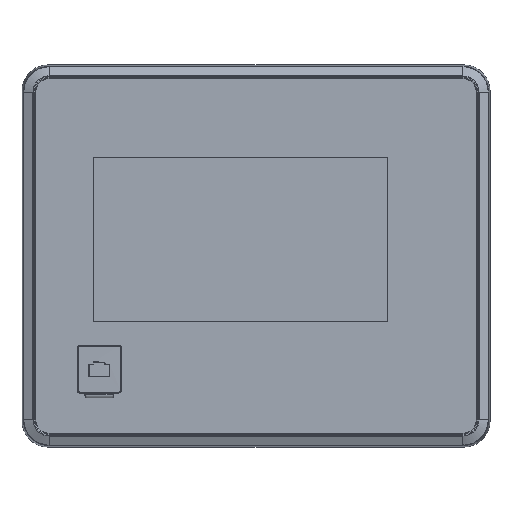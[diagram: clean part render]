
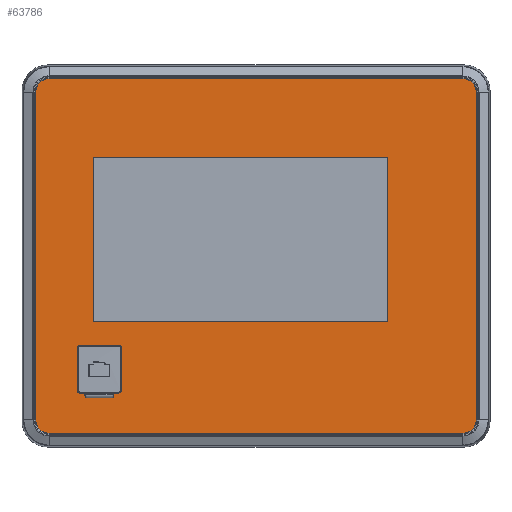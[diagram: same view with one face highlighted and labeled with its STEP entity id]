
A CAD part, top view. The second image highlights one B-rep face of the part: STEP entity #63786.
In plain terms, the highlighted planar face has unit normal (0, 0, 1).
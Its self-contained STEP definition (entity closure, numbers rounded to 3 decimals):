
#2979=FACE_BOUND('',#8234,.T.);
#2980=FACE_BOUND('',#8235,.T.);
#3242=PLANE('',#67568);
#4483=FACE_OUTER_BOUND('',#8233,.T.);
#8233=EDGE_LOOP('',(#39967,#39968,#39969,#39970,#39971,#39972,#39973,#39974));
#8234=EDGE_LOOP('',(#39975,#39976,#39977,#39978,#39979,#39980,#39981,#39982));
#8235=EDGE_LOOP('',(#39983,#39984,#39985,#39986,#39987,#39988,#39989,#39990));
#12238=LINE('',#94519,#16784);
#12242=LINE('',#94531,#16788);
#12246=LINE('',#94543,#16792);
#12249=LINE('',#94552,#16795);
#12250=LINE('',#94556,#16796);
#12251=LINE('',#94560,#16797);
#12252=LINE('',#94564,#16798);
#12253=LINE('',#94568,#16799);
#12254=LINE('',#94572,#16800);
#12255=LINE('',#94576,#16801);
#12256=LINE('',#94580,#16802);
#12257=LINE('',#94584,#16803);
#16784=VECTOR('',#75034,1000.);
#16788=VECTOR('',#75046,1000.);
#16792=VECTOR('',#75058,1000.);
#16795=VECTOR('',#75069,1000.);
#16796=VECTOR('',#75072,1000.);
#16797=VECTOR('',#75075,1000.);
#16798=VECTOR('',#75078,1000.);
#16799=VECTOR('',#75081,1000.);
#16800=VECTOR('',#75084,1000.);
#16801=VECTOR('',#75087,1000.);
#16802=VECTOR('',#75090,1000.);
#16803=VECTOR('',#75093,1000.);
#21327=CIRCLE('',#67554,6.9);
#21329=CIRCLE('',#67558,6.9);
#21331=CIRCLE('',#67562,6.9);
#21333=CIRCLE('',#67566,6.9);
#21334=CIRCLE('',#67569,1.5);
#21335=CIRCLE('',#67570,1.5);
#21336=CIRCLE('',#67571,1.5);
#21337=CIRCLE('',#67572,1.5);
#21338=CIRCLE('',#67573,0.5);
#21339=CIRCLE('',#67574,0.5);
#21340=CIRCLE('',#67575,0.5);
#21341=CIRCLE('',#67576,0.5);
#24686=VERTEX_POINT('',#94509);
#24687=VERTEX_POINT('',#94511);
#24689=VERTEX_POINT('',#94517);
#24691=VERTEX_POINT('',#94523);
#24693=VERTEX_POINT('',#94529);
#24695=VERTEX_POINT('',#94535);
#24697=VERTEX_POINT('',#94541);
#24699=VERTEX_POINT('',#94547);
#24700=VERTEX_POINT('',#94554);
#24701=VERTEX_POINT('',#94555);
#24702=VERTEX_POINT('',#94557);
#24703=VERTEX_POINT('',#94559);
#24704=VERTEX_POINT('',#94561);
#24705=VERTEX_POINT('',#94563);
#24706=VERTEX_POINT('',#94565);
#24707=VERTEX_POINT('',#94567);
#24708=VERTEX_POINT('',#94570);
#24709=VERTEX_POINT('',#94571);
#24710=VERTEX_POINT('',#94573);
#24711=VERTEX_POINT('',#94575);
#24712=VERTEX_POINT('',#94577);
#24713=VERTEX_POINT('',#94579);
#24714=VERTEX_POINT('',#94581);
#24715=VERTEX_POINT('',#94583);
#30455=EDGE_CURVE('',#24687,#24686,#21327,.T.);
#30459=EDGE_CURVE('',#24686,#24689,#12238,.T.);
#30462=EDGE_CURVE('',#24689,#24691,#21329,.T.);
#30465=EDGE_CURVE('',#24691,#24693,#12242,.T.);
#30468=EDGE_CURVE('',#24693,#24695,#21331,.T.);
#30471=EDGE_CURVE('',#24695,#24697,#12246,.T.);
#30474=EDGE_CURVE('',#24697,#24699,#21333,.T.);
#30476=EDGE_CURVE('',#24699,#24687,#12249,.T.);
#30477=EDGE_CURVE('',#24700,#24701,#12250,.T.);
#30478=EDGE_CURVE('',#24700,#24702,#21334,.T.);
#30479=EDGE_CURVE('',#24703,#24702,#12251,.T.);
#30480=EDGE_CURVE('',#24703,#24704,#21335,.T.);
#30481=EDGE_CURVE('',#24705,#24704,#12252,.T.);
#30482=EDGE_CURVE('',#24705,#24706,#21336,.T.);
#30483=EDGE_CURVE('',#24707,#24706,#12253,.T.);
#30484=EDGE_CURVE('',#24707,#24701,#21337,.T.);
#30485=EDGE_CURVE('',#24708,#24709,#12254,.T.);
#30486=EDGE_CURVE('',#24708,#24710,#21338,.T.);
#30487=EDGE_CURVE('',#24711,#24710,#12255,.T.);
#30488=EDGE_CURVE('',#24711,#24712,#21339,.T.);
#30489=EDGE_CURVE('',#24713,#24712,#12256,.T.);
#30490=EDGE_CURVE('',#24713,#24714,#21340,.T.);
#30491=EDGE_CURVE('',#24715,#24714,#12257,.T.);
#30492=EDGE_CURVE('',#24715,#24709,#21341,.T.);
#39967=ORIENTED_EDGE('',*,*,#30455,.T.);
#39968=ORIENTED_EDGE('',*,*,#30459,.T.);
#39969=ORIENTED_EDGE('',*,*,#30462,.T.);
#39970=ORIENTED_EDGE('',*,*,#30465,.T.);
#39971=ORIENTED_EDGE('',*,*,#30468,.T.);
#39972=ORIENTED_EDGE('',*,*,#30471,.T.);
#39973=ORIENTED_EDGE('',*,*,#30474,.T.);
#39974=ORIENTED_EDGE('',*,*,#30476,.T.);
#39975=ORIENTED_EDGE('',*,*,#30477,.F.);
#39976=ORIENTED_EDGE('',*,*,#30478,.T.);
#39977=ORIENTED_EDGE('',*,*,#30479,.F.);
#39978=ORIENTED_EDGE('',*,*,#30480,.T.);
#39979=ORIENTED_EDGE('',*,*,#30481,.F.);
#39980=ORIENTED_EDGE('',*,*,#30482,.T.);
#39981=ORIENTED_EDGE('',*,*,#30483,.F.);
#39982=ORIENTED_EDGE('',*,*,#30484,.T.);
#39983=ORIENTED_EDGE('',*,*,#30485,.F.);
#39984=ORIENTED_EDGE('',*,*,#30486,.T.);
#39985=ORIENTED_EDGE('',*,*,#30487,.F.);
#39986=ORIENTED_EDGE('',*,*,#30488,.T.);
#39987=ORIENTED_EDGE('',*,*,#30489,.F.);
#39988=ORIENTED_EDGE('',*,*,#30490,.T.);
#39989=ORIENTED_EDGE('',*,*,#30491,.F.);
#39990=ORIENTED_EDGE('',*,*,#30492,.T.);
#63786=ADVANCED_FACE('',(#4483,#2979,#2980),#3242,.T.);
#67554=AXIS2_PLACEMENT_3D('',#94512,#75027,#75028);
#67558=AXIS2_PLACEMENT_3D('',#94525,#75040,#75041);
#67562=AXIS2_PLACEMENT_3D('',#94537,#75052,#75053);
#67566=AXIS2_PLACEMENT_3D('',#94549,#75064,#75065);
#67568=AXIS2_PLACEMENT_3D('',#94553,#75070,#75071);
#67569=AXIS2_PLACEMENT_3D('',#94558,#75073,#75074);
#67570=AXIS2_PLACEMENT_3D('',#94562,#75076,#75077);
#67571=AXIS2_PLACEMENT_3D('',#94566,#75079,#75080);
#67572=AXIS2_PLACEMENT_3D('',#94569,#75082,#75083);
#67573=AXIS2_PLACEMENT_3D('',#94574,#75085,#75086);
#67574=AXIS2_PLACEMENT_3D('',#94578,#75088,#75089);
#67575=AXIS2_PLACEMENT_3D('',#94582,#75091,#75092);
#67576=AXIS2_PLACEMENT_3D('',#94585,#75094,#75095);
#75027=DIRECTION('center_axis',(0.,0.,1.));
#75028=DIRECTION('ref_axis',(1.,0.,0.));
#75034=DIRECTION('',(0.,-1.,0.));
#75040=DIRECTION('center_axis',(0.,0.,1.));
#75041=DIRECTION('ref_axis',(1.,0.,0.));
#75046=DIRECTION('',(1.,0.,0.));
#75052=DIRECTION('center_axis',(0.,0.,1.));
#75053=DIRECTION('ref_axis',(1.,0.,0.));
#75058=DIRECTION('',(0.,1.,0.));
#75064=DIRECTION('center_axis',(0.,0.,1.));
#75065=DIRECTION('ref_axis',(1.,0.,0.));
#75069=DIRECTION('',(-1.,0.,0.));
#75070=DIRECTION('center_axis',(0.,0.,1.));
#75071=DIRECTION('ref_axis',(1.,0.,0.));
#75072=DIRECTION('',(0.,1.,0.));
#75073=DIRECTION('center_axis',(0.,0.,-1.));
#75074=DIRECTION('ref_axis',(1.,0.,0.));
#75075=DIRECTION('',(1.,0.,0.));
#75076=DIRECTION('center_axis',(0.,0.,-1.));
#75077=DIRECTION('ref_axis',(1.,0.,0.));
#75078=DIRECTION('',(0.,-1.,0.));
#75079=DIRECTION('center_axis',(0.,0.,-1.));
#75080=DIRECTION('ref_axis',(1.,0.,0.));
#75081=DIRECTION('',(-1.,0.,0.));
#75082=DIRECTION('center_axis',(0.,0.,-1.));
#75083=DIRECTION('ref_axis',(1.,0.,0.));
#75084=DIRECTION('',(0.,1.,0.));
#75085=DIRECTION('center_axis',(0.,0.,-1.));
#75086=DIRECTION('ref_axis',(1.,0.,0.));
#75087=DIRECTION('',(1.,0.,0.));
#75088=DIRECTION('center_axis',(0.,0.,-1.));
#75089=DIRECTION('ref_axis',(1.,0.,0.));
#75090=DIRECTION('',(0.,-1.,0.));
#75091=DIRECTION('center_axis',(0.,0.,-1.));
#75092=DIRECTION('ref_axis',(1.,0.,0.));
#75093=DIRECTION('',(-1.,0.,0.));
#75094=DIRECTION('center_axis',(0.,0.,-1.));
#75095=DIRECTION('ref_axis',(1.,0.,0.));
#94509=CARTESIAN_POINT('',(-115.25,85.85,15.6));
#94511=CARTESIAN_POINT('',(-108.35,92.75,15.6));
#94512=CARTESIAN_POINT('Origin',(-108.35,85.85,15.6));
#94517=CARTESIAN_POINT('',(-115.25,-85.85,15.6));
#94519=CARTESIAN_POINT('',(-115.25,-85.85,15.6));
#94523=CARTESIAN_POINT('',(-108.35,-92.75,15.6));
#94525=CARTESIAN_POINT('Origin',(-108.35,-85.85,15.6));
#94529=CARTESIAN_POINT('',(108.35,-92.75,15.6));
#94531=CARTESIAN_POINT('',(108.35,-92.75,15.6));
#94535=CARTESIAN_POINT('',(115.25,-85.85,15.6));
#94537=CARTESIAN_POINT('Origin',(108.35,-85.85,15.6));
#94541=CARTESIAN_POINT('',(115.25,85.85,15.6));
#94543=CARTESIAN_POINT('',(115.25,85.85,15.6));
#94547=CARTESIAN_POINT('',(108.35,92.75,15.6));
#94549=CARTESIAN_POINT('Origin',(108.35,85.85,15.6));
#94552=CARTESIAN_POINT('',(-108.35,92.75,15.6));
#94553=CARTESIAN_POINT('Origin',(-108.35,85.85,15.6));
#94554=CARTESIAN_POINT('',(-71.25,-69.5,15.6));
#94555=CARTESIAN_POINT('',(-71.25,-50.5,15.6));
#94556=CARTESIAN_POINT('',(-71.25,-49.,15.6));
#94557=CARTESIAN_POINT('',(-72.75,-71.,15.6));
#94558=CARTESIAN_POINT('Origin',(-72.75,-69.5,15.6));
#94559=CARTESIAN_POINT('',(-91.25,-71.,15.6));
#94560=CARTESIAN_POINT('',(-92.75,-71.,15.6));
#94561=CARTESIAN_POINT('',(-92.75,-69.5,15.6));
#94562=CARTESIAN_POINT('Origin',(-91.25,-69.5,15.6));
#94563=CARTESIAN_POINT('',(-92.75,-50.5,15.6));
#94564=CARTESIAN_POINT('',(-92.75,-49.,15.6));
#94565=CARTESIAN_POINT('',(-91.25,-49.,15.6));
#94566=CARTESIAN_POINT('Origin',(-91.25,-50.5,15.6));
#94567=CARTESIAN_POINT('',(-72.75,-49.,15.6));
#94568=CARTESIAN_POINT('',(-92.75,-49.,15.6));
#94569=CARTESIAN_POINT('Origin',(-72.75,-50.5,15.6));
#94570=CARTESIAN_POINT('',(69.,-33.85,15.6));
#94571=CARTESIAN_POINT('',(69.,51.05,15.6));
#94572=CARTESIAN_POINT('',(69.,-34.35,15.6));
#94573=CARTESIAN_POINT('',(68.5,-34.35,15.6));
#94574=CARTESIAN_POINT('Origin',(68.5,-33.85,15.6));
#94575=CARTESIAN_POINT('',(-84.5,-34.35,15.6));
#94576=CARTESIAN_POINT('',(-85.,-34.35,15.6));
#94577=CARTESIAN_POINT('',(-85.,-33.85,15.6));
#94578=CARTESIAN_POINT('Origin',(-84.5,-33.85,15.6));
#94579=CARTESIAN_POINT('',(-85.,51.05,15.6));
#94580=CARTESIAN_POINT('',(-85.,-34.35,15.6));
#94581=CARTESIAN_POINT('',(-84.5,51.55,15.6));
#94582=CARTESIAN_POINT('Origin',(-84.5,51.05,15.6));
#94583=CARTESIAN_POINT('',(68.5,51.55,15.6));
#94584=CARTESIAN_POINT('',(-85.,51.55,15.6));
#94585=CARTESIAN_POINT('Origin',(68.5,51.05,15.6));
